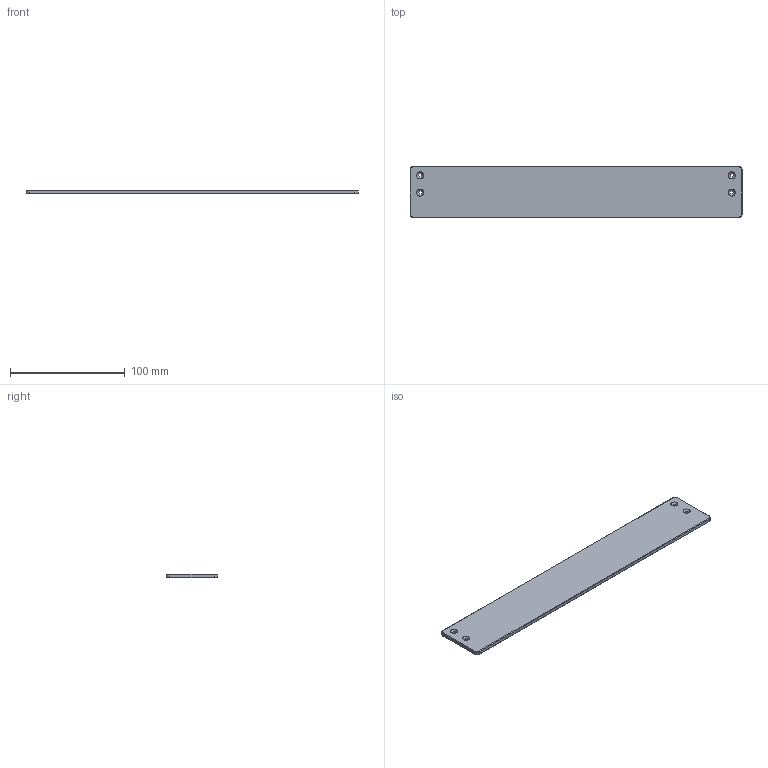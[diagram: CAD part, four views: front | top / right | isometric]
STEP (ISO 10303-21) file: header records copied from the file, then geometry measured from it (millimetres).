
FILE_DESCRIPTION(('FreeCAD Model'),'2;1');
FILE_NAME('Open CASCADE Shape Model','2022-01-23T00:03:10',('Author'),( ''),'Open CASCADE STEP processor 7.5','FreeCAD','Unknown');
FILE_SCHEMA(('AUTOMOTIVE_DESIGN { 1 0 10303 214 1 1 1 1 }'));
Length unit declared in the file: millimetre
Products named in the file (1): weight
Bounding box: 288.8 x 44.8 x 3.4 mm (x, y, z)
Volume: 43714.1 mm3; surface area: 27877.2 mm2
Topology: 1 solids, 1 shells, 34 faces, 76 edges, 44 vertices
Faces by surface type: cylinder 16, torus 8, plane 6, cone 4
Full cylindrical faces by diameter (mm): 3.2 x4
Entity records: 1950 total; most frequent: CARTESIAN_POINT 363, DIRECTION 306, ORIENTED_EDGE 152, PCURVE 152, DEFINITIONAL_REPRESENTATION 152, LINE 136, VECTOR 136, AXIS2_PLACEMENT_3D 79
